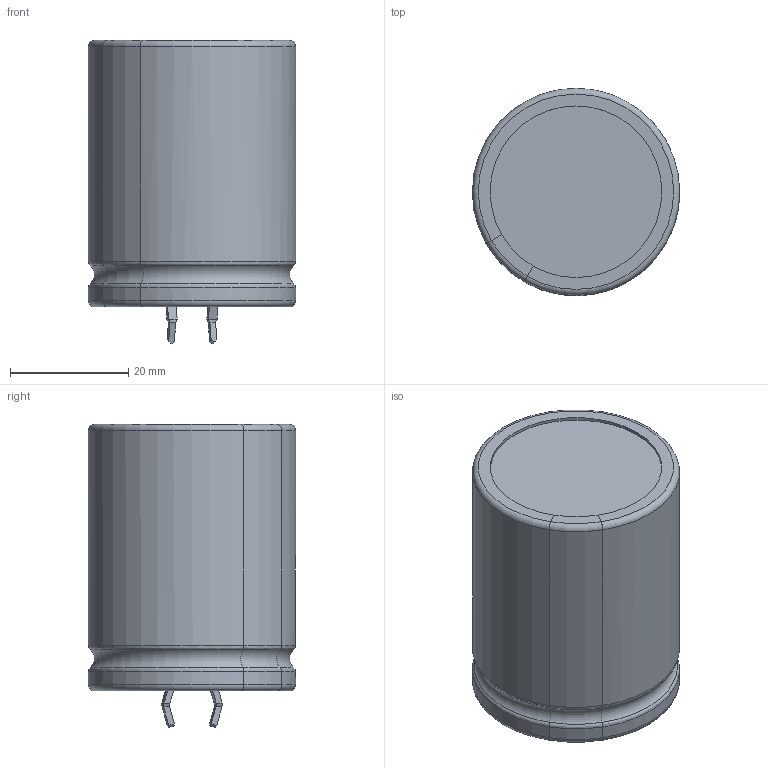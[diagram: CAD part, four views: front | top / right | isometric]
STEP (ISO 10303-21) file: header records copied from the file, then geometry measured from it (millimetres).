
FILE_DESCRIPTION(('FreeCAD Model'),'2;1');
FILE_NAME('Snap-Cap 35mm W x 45mm H 10mm pitch.step','2021-06-30T14:35:35',('Author'),(''), 'Open CASCADE STEP processor 7.3','FreeCAD','Unknown');
FILE_SCHEMA(('AUTOMOTIVE_DESIGN { 1 0 10303 214 1 1 1 1 }'));
Length unit declared in the file: millimetre
Products named in the file (1): Snap-Cap_35mm_W_x_45mm_H_10mm_pitch
Bounding box: 35 x 35 x 51.2 mm (x, y, z)
Volume: 41723.3 mm3; surface area: 7110.1 mm2
Topology: 1 solids, 1 shells, 78 faces, 196 edges, 124 vertices
Faces by surface type: plane 50, cylinder 18, torus 6, bspline 4
Full cylindrical faces by diameter (mm): 4.2 x2
Entity records: 5699 total; most frequent: CARTESIAN_POINT 1443, DIRECTION 620, ORIENTED_EDGE 392, PCURVE 392, DEFINITIONAL_REPRESENTATION 392, LINE 338, VECTOR 338, EDGE_CURVE 196
